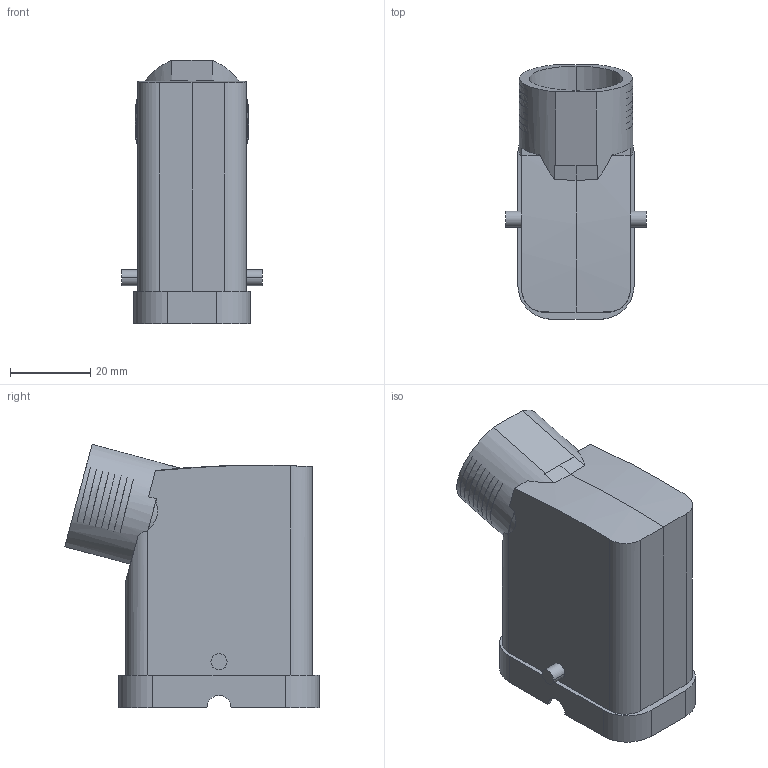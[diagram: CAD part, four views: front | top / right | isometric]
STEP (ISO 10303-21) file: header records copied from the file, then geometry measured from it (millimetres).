
FILE_DESCRIPTION(('CATIA V5 STEP Exchange','CAx-IF Rec.Pracs.--- Model Styling and Organization---1.4--- 2014-01-23'),'2;1');
FILE_NAME ('1865801-3_0', '2023-05-08T08:16:11+00:00', ('none'), ('Weidmueller'), 'CATIA Version 5-6 Release 2016 SP3 HF44', 'CATIA V5 STEP AP214', 'none');
FILE_SCHEMA(('AUTOMOTIVE_DESIGN { 1 0 10303 214 1 1 1 1 }'));
Length unit declared in the file: millimetre
Products named in the file (1): 2937390000
Bounding box: 35 x 63.48 x 65.65 mm (x, y, z)
Volume: 27641.6 mm3; surface area: 20571.9 mm2
Topology: 1 solids, 1 shells, 168 faces, 440 edges, 303 vertices
Faces by surface type: plane 94, cylinder 47, bspline 17, cone 10
Entity records: 5968 total; most frequent: CARTESIAN_POINT 2157, ORIENTED_EDGE 880, DIRECTION 568, EDGE_CURVE 440, VERTEX_POINT 303, VECTOR 257, LINE 257, AXIS2_PLACEMENT_3D 206
